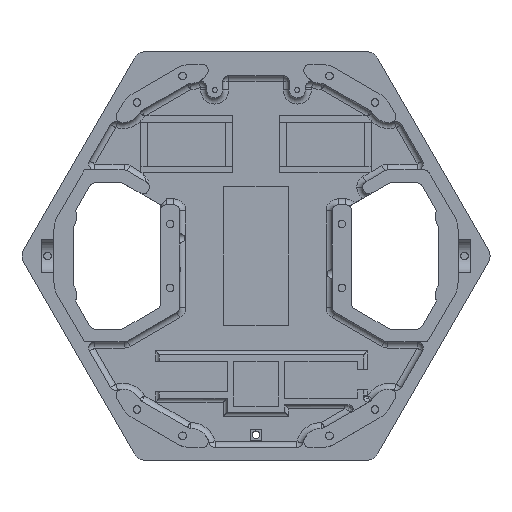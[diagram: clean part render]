
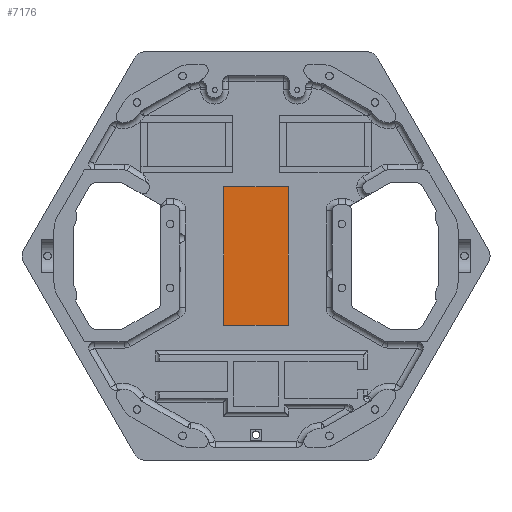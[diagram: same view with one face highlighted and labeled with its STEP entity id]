
A CAD part, top view. The second image highlights one B-rep face of the part: STEP entity #7176.
In plain terms, the highlighted planar face has unit normal (0, 0, 1).
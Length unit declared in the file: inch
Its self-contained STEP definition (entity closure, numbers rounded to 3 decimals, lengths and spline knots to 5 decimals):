
#696=LINE('',#12655,#1328);
#699=LINE('',#12660,#1331);
#701=LINE('',#12664,#1333);
#702=LINE('',#12666,#1334);
#1328=VECTOR('',#10001,0.3937);
#1331=VECTOR('',#10006,0.3937);
#1333=VECTOR('',#10010,0.3937);
#1334=VECTOR('',#10013,0.3937);
#1548=PLANE('',#7952);
#1921=FACE_OUTER_BOUND('',#2376,.T.);
#2376=EDGE_LOOP('',(#6360,#6361,#6362,#6363));
#3496=VERTEX_POINT('',#12652);
#3497=VERTEX_POINT('',#12654);
#3498=VERTEX_POINT('',#12658);
#3499=VERTEX_POINT('',#12662);
#4481=EDGE_CURVE('',#3496,#3497,#696,.T.);
#4484=EDGE_CURVE('',#3498,#3496,#699,.T.);
#4486=EDGE_CURVE('',#3499,#3498,#701,.T.);
#4487=EDGE_CURVE('',#3497,#3499,#702,.T.);
#6360=ORIENTED_EDGE('',*,*,#4487,.F.);
#6361=ORIENTED_EDGE('',*,*,#4481,.F.);
#6362=ORIENTED_EDGE('',*,*,#4484,.F.);
#6363=ORIENTED_EDGE('',*,*,#4486,.F.);
#7176=ADVANCED_FACE('',(#1921),#1548,.F.);
#7952=AXIS2_PLACEMENT_3D('',#12667,#10014,#10015);
#10001=DIRECTION('',(1.,0.,0.));
#10006=DIRECTION('',(0.,1.,0.));
#10010=DIRECTION('',(-1.,0.,0.));
#10013=DIRECTION('',(0.,-1.,0.));
#10014=DIRECTION('center_axis',(0.,0.,-1.));
#10015=DIRECTION('ref_axis',(-1.,0.,0.));
#12652=CARTESIAN_POINT('',(-0.62992,1.35827,0.21063));
#12654=CARTESIAN_POINT('',(0.62992,1.35827,0.21063));
#12655=CARTESIAN_POINT('',(0.62992,1.35827,0.21063));
#12658=CARTESIAN_POINT('',(-0.62992,-1.35827,0.21063));
#12660=CARTESIAN_POINT('',(-0.62992,1.35827,0.21063));
#12662=CARTESIAN_POINT('',(0.62992,-1.35827,0.21063));
#12664=CARTESIAN_POINT('',(-0.62992,-1.35827,0.21063));
#12666=CARTESIAN_POINT('',(0.62992,-1.35827,0.21063));
#12667=CARTESIAN_POINT('Origin',(0.,0.,0.21063));
